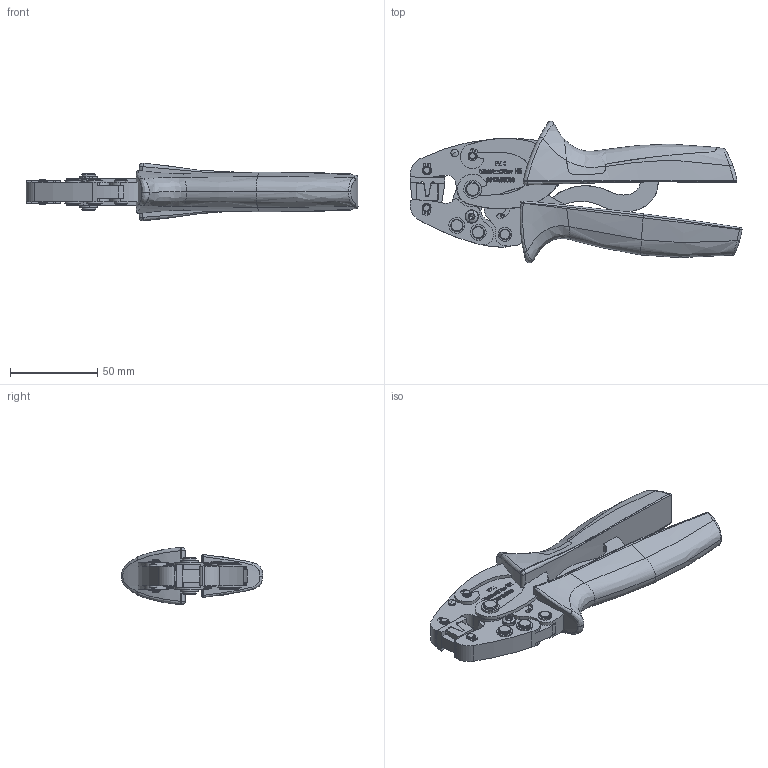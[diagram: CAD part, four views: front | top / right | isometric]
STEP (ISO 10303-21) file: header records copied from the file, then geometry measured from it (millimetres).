
FILE_DESCRIPTION(('CATIA V5 STEP Exchange','CAx-IF Rec.Pracs.--- Model Styling and Organization---1.5--- 2016-08-15','CAx-IF Rec.Pracs.---Supplemental Geometry---1.0---2011-11-01','CAx-IF Rec.Pracs.--- Composite Materials ---1.1---2010-07-15'),'2;1');
FILE_NAME ('033419-2_0', '2024-11-07T12:38:59+00:00', ('none'), ('Weidmueller'), 'CATIA Version 5-6 Release 2022 SP4 HF5', 'CATIA V5 STEP AP214 v3', 'none');
FILE_SCHEMA(('AUTOMOTIVE_DESIGN { 1 0 10303 214 1 1 1 1 }'));
Length unit declared in the file: millimetre
Products named in the file (1): 9012500000_PZ_4_AllCATPart
Bounding box: 190.48 x 81.1 x 33.01 mm (x, y, z)
Volume: 145873.3 mm3; surface area: 35557 mm2
Topology: 1 solids, 1 shells, 1365 faces, 3839 edges, 2531 vertices
Faces by surface type: plane 539, extrusion 365, cylinder 289, bspline 128, cone 34, torus 6, sphere 4
Entity records: 56049 total; most frequent: CARTESIAN_POINT 23683, ORIENTED_EDGE 7662, DIRECTION 3987, EDGE_CURVE 3831, VERTEX_POINT 2531, VECTOR 2297, LINE 1932, B_SPLINE_CURVE_WITH_KNOTS 1586
